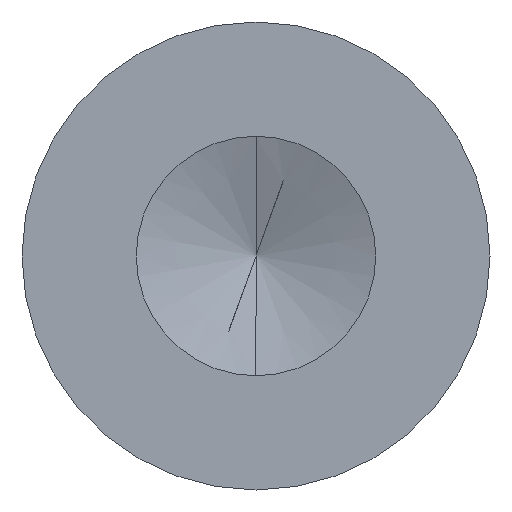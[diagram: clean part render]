
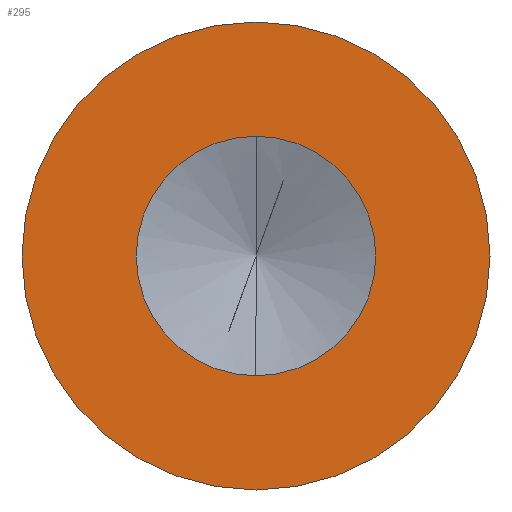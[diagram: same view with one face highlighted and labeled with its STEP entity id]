
A CAD part, front view. The second image highlights one B-rep face of the part: STEP entity #295.
In plain terms, the highlighted planar face has unit normal (0, -1, 0).
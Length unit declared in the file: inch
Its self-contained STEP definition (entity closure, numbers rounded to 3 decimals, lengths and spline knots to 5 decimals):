
#6 = FACE_OUTER_BOUND ( 'NONE', #263, .T. ) ;
#7 = FACE_BOUND ( 'NONE', #37, .T. ) ;
#9 = AXIS2_PLACEMENT_3D ( 'NONE', #160, #161, #162 ) ;
#12 = AXIS2_PLACEMENT_3D ( 'NONE', #204, #205, #206 ) ;
#35 = AXIS2_PLACEMENT_3D ( 'NONE', #216, #217, #218 ) ;
#37 = EDGE_LOOP ( 'NONE', ( #249, #73 ) ) ;
#53 = ORIENTED_EDGE ( 'NONE', *, *, #350, .T. ) ;
#73 = ORIENTED_EDGE ( 'NONE', *, *, #352, .F. ) ;
#87 = VERTEX_POINT ( 'NONE', #101 ) ;
#88 = VERTEX_POINT ( 'NONE', #102 ) ;
#97 = VERTEX_POINT ( 'NONE', #111 ) ;
#98 = VERTEX_POINT ( 'NONE', #112 ) ;
#101 = CARTESIAN_POINT ( 'NONE',  ( 0., -0.25, -0.125 ) ) ;
#102 = CARTESIAN_POINT ( 'NONE',  ( 0., -0.25, 0.125 ) ) ;
#111 = CARTESIAN_POINT ( 'NONE',  ( 0., -0.25, 0.06397 ) ) ;
#112 = CARTESIAN_POINT ( 'NONE',  ( 0., -0.25, -0.06397 ) ) ;
#159 = PLANE ( 'NONE',  #9 ) ;
#160 = CARTESIAN_POINT ( 'NONE',  ( 0., -0.25, 0. ) ) ;
#161 = DIRECTION ( 'NONE',  ( 0., 1., 0. ) ) ;
#162 = DIRECTION ( 'NONE',  ( 0., 0., -1. ) ) ;
#204 = CARTESIAN_POINT ( 'NONE',  ( 0., -0.25, 0. ) ) ;
#205 = DIRECTION ( 'NONE',  ( 0., -1., 0. ) ) ;
#206 = DIRECTION ( 'NONE',  ( 0., 0., -1. ) ) ;
#210 = CARTESIAN_POINT ( 'NONE',  ( 0., -0.25, 0. ) ) ;
#211 = DIRECTION ( 'NONE',  ( 0., -1., 0. ) ) ;
#212 = DIRECTION ( 'NONE',  ( 0., 0., -1. ) ) ;
#216 = CARTESIAN_POINT ( 'NONE',  ( 0., -0.25, 0. ) ) ;
#217 = DIRECTION ( 'NONE',  ( 0., -1., 0. ) ) ;
#218 = DIRECTION ( 'NONE',  ( 0., 0., -1. ) ) ;
#219 = CARTESIAN_POINT ( 'NONE',  ( 0., -0.25, 0. ) ) ;
#226 = DIRECTION ( 'NONE',  ( 0., -1., 0. ) ) ;
#227 = DIRECTION ( 'NONE',  ( 0., 0., -1. ) ) ;
#249 = ORIENTED_EDGE ( 'NONE', *, *, #357, .F. ) ;
#250 = ORIENTED_EDGE ( 'NONE', *, *, #354, .T. ) ;
#263 = EDGE_LOOP ( 'NONE', ( #250, #53 ) ) ;
#291 = CIRCLE ( 'NONE', #12, 0.125 ) ;
#292 = CIRCLE ( 'NONE', #314, 0.06397 ) ;
#295 = ADVANCED_FACE ( 'NONE', ( #6, #7 ), #159, .F. ) ;
#310 = AXIS2_PLACEMENT_3D ( 'NONE', #219, #226, #227 ) ;
#314 = AXIS2_PLACEMENT_3D ( 'NONE', #210, #211, #212 ) ;
#331 = CIRCLE ( 'NONE', #35, 0.125 ) ;
#332 = CIRCLE ( 'NONE', #310, 0.06397 ) ;
#350 = EDGE_CURVE ( 'NONE', #88, #87, #291, .T. ) ;
#352 = EDGE_CURVE ( 'NONE', #97, #98, #292, .T. ) ;
#354 = EDGE_CURVE ( 'NONE', #87, #88, #331, .T. ) ;
#357 = EDGE_CURVE ( 'NONE', #98, #97, #332, .T. ) ;
